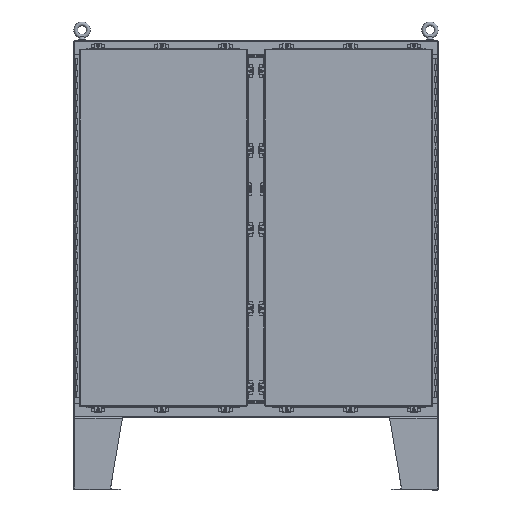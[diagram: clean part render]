
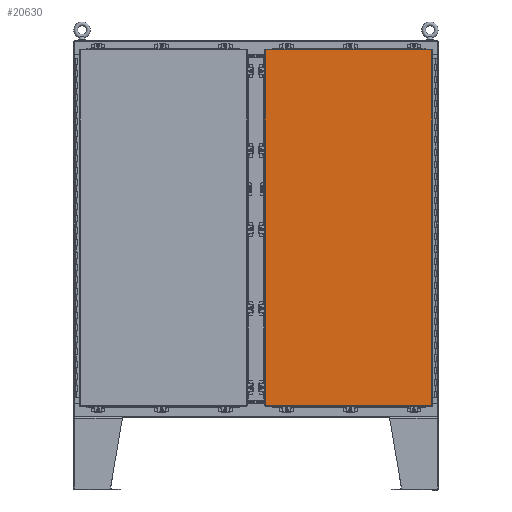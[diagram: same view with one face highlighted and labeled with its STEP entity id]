
A CAD part, top view. The second image highlights one B-rep face of the part: STEP entity #20630.
In plain terms, the highlighted planar face has unit normal (0, 0, 1).
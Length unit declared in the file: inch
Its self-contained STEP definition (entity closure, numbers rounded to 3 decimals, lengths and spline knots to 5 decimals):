
#2515=FACE_OUTER_BOUND('',#3829,.T.);
#3829=EDGE_LOOP('',(#15229,#15230,#15231,#15232));
#5234=LINE('',#31842,#7244);
#5245=LINE('',#31933,#7255);
#5256=LINE('',#32025,#7266);
#5266=LINE('',#32113,#7276);
#7244=VECTOR('',#25411,58.75);
#7255=VECTOR('',#25434,27.4995);
#7266=VECTOR('',#25457,58.75);
#7276=VECTOR('',#25479,27.4995);
#9226=VERTEX_POINT('',#31833);
#9227=VERTEX_POINT('',#31841);
#9233=VERTEX_POINT('',#31925);
#9240=VERTEX_POINT('',#32017);
#11366=EDGE_CURVE('',#9227,#9226,#5234,.T.);
#11381=EDGE_CURVE('',#9226,#9233,#5245,.T.);
#11396=EDGE_CURVE('',#9233,#9240,#5256,.T.);
#11410=EDGE_CURVE('',#9240,#9227,#5266,.T.);
#15229=ORIENTED_EDGE('',*,*,#11366,.T.);
#15230=ORIENTED_EDGE('',*,*,#11381,.T.);
#15231=ORIENTED_EDGE('',*,*,#11396,.T.);
#15232=ORIENTED_EDGE('',*,*,#11410,.T.);
#19237=PLANE('',#22105);
#20630=ADVANCED_FACE('',(#2515),#19237,.T.);
#22105=AXIS2_PLACEMENT_3D('',#32184,#25493,#25494);
#25411=DIRECTION('',(0.,-1.,0.));
#25434=DIRECTION('',(1.,0.,0.));
#25457=DIRECTION('',(0.,1.,0.));
#25479=DIRECTION('',(-1.,0.,0.));
#25493=DIRECTION('center_axis',(0.,0.,1.));
#25494=DIRECTION('ref_axis',(1.,0.,0.));
#31833=CARTESIAN_POINT('',(0.125,0.125,0.09375));
#31841=CARTESIAN_POINT('',(0.125,58.875,0.09375));
#31842=CARTESIAN_POINT('',(0.125,44.1875,0.09375));
#31925=CARTESIAN_POINT('',(27.6245,0.125,0.09375));
#31933=CARTESIAN_POINT('',(6.99987,0.125,0.09375));
#32017=CARTESIAN_POINT('',(27.6245,58.875,0.09375));
#32025=CARTESIAN_POINT('',(27.6245,14.8125,0.09375));
#32113=CARTESIAN_POINT('',(20.74963,58.875,0.09375));
#32184=CARTESIAN_POINT('Origin',(13.87475,29.5,0.09375));
